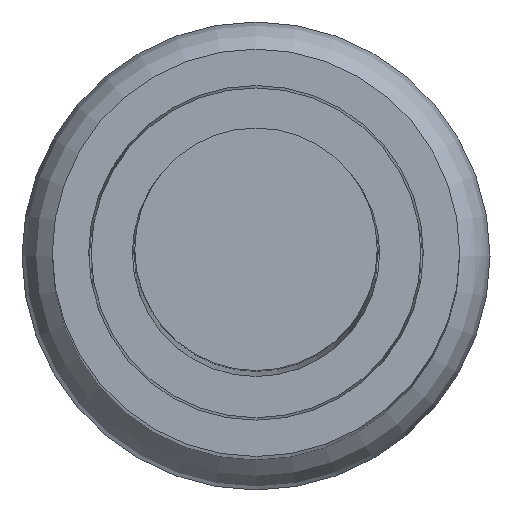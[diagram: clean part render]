
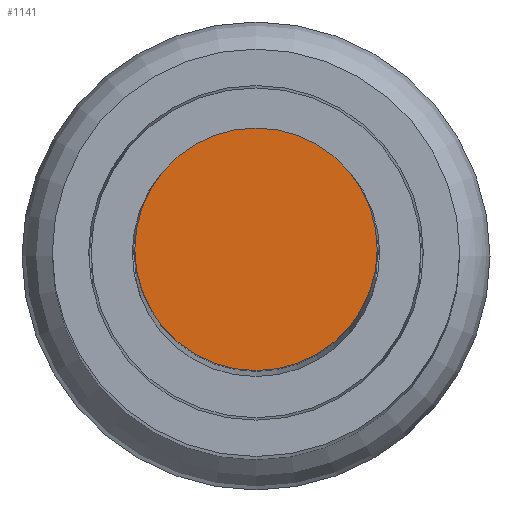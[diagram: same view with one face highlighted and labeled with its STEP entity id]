
A CAD part, top view. The second image highlights one B-rep face of the part: STEP entity #1141.
In plain terms, the highlighted planar face has unit normal (0, 0, 1).
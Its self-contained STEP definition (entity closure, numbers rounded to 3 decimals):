
#1044 = CYLINDRICAL_SURFACE('',#1045,0.5);
#1045 = AXIS2_PLACEMENT_3D('',#1046,#1047,#1048);
#1046 = CARTESIAN_POINT('',(0.,0.,31.45));
#1047 = DIRECTION('',(-0.,-0.,-1.));
#1048 = DIRECTION('',(1.,0.,0.));
#1091 = VERTEX_POINT('',#1092);
#1092 = CARTESIAN_POINT('',(0.5,0.,33.45));
#1113 = EDGE_CURVE('',#1091,#1091,#1114,.T.);
#1114 = SURFACE_CURVE('',#1115,(#1120,#1127),.PCURVE_S1.);
#1115 = CIRCLE('',#1116,0.5);
#1116 = AXIS2_PLACEMENT_3D('',#1117,#1118,#1119);
#1117 = CARTESIAN_POINT('',(0.,0.,33.45));
#1118 = DIRECTION('',(0.,0.,1.));
#1119 = DIRECTION('',(1.,0.,0.));
#1120 = PCURVE('',#1044,#1121);
#1121 = DEFINITIONAL_REPRESENTATION('',(#1122),#1126);
#1122 = LINE('',#1123,#1124);
#1123 = CARTESIAN_POINT('',(-0.,-2.));
#1124 = VECTOR('',#1125,1.);
#1125 = DIRECTION('',(-1.,0.));
#1126 = ( GEOMETRIC_REPRESENTATION_CONTEXT(2) 
PARAMETRIC_REPRESENTATION_CONTEXT() REPRESENTATION_CONTEXT('2D SPACE',''
  ) );
#1127 = PCURVE('',#1128,#1133);
#1128 = PLANE('',#1129);
#1129 = AXIS2_PLACEMENT_3D('',#1130,#1131,#1132);
#1130 = CARTESIAN_POINT('',(0.,0.,33.45));
#1131 = DIRECTION('',(0.,0.,1.));
#1132 = DIRECTION('',(1.,0.,0.));
#1133 = DEFINITIONAL_REPRESENTATION('',(#1134),#1138);
#1134 = CIRCLE('',#1135,0.5);
#1135 = AXIS2_PLACEMENT_2D('',#1136,#1137);
#1136 = CARTESIAN_POINT('',(0.,0.));
#1137 = DIRECTION('',(1.,0.));
#1138 = ( GEOMETRIC_REPRESENTATION_CONTEXT(2) 
PARAMETRIC_REPRESENTATION_CONTEXT() REPRESENTATION_CONTEXT('2D SPACE',''
  ) );
#1141 = ADVANCED_FACE('',(#1142),#1128,.T.);
#1142 = FACE_BOUND('',#1143,.F.);
#1143 = EDGE_LOOP('',(#1144));
#1144 = ORIENTED_EDGE('',*,*,#1113,.F.);
